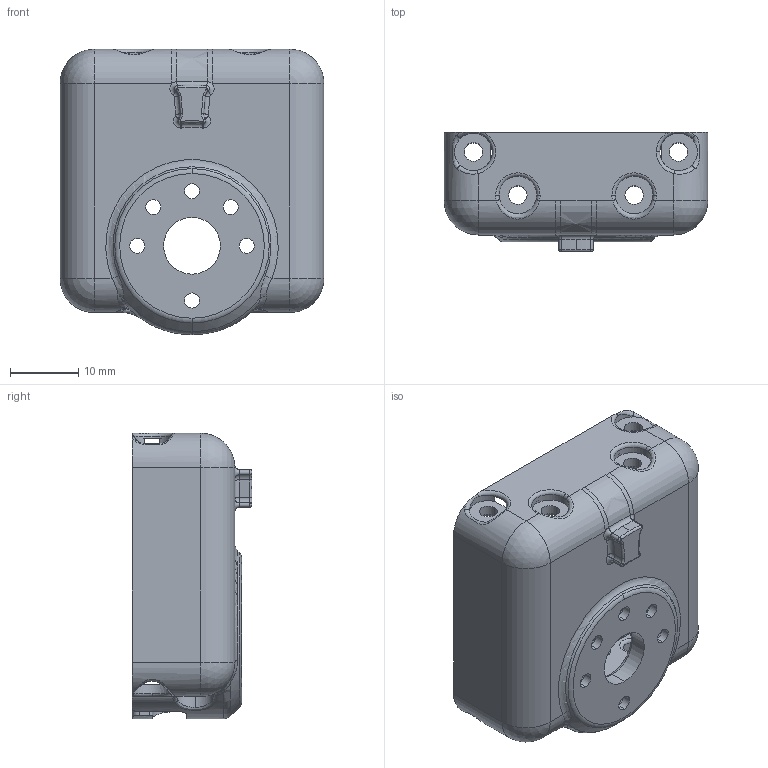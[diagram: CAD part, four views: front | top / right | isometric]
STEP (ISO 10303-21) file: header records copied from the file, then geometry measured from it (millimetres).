
FILE_DESCRIPTION (( 'STEP AP203' ), '1' );
FILE_NAME ('arm_connector_MX-28_sldprt.STEP', '2023-10-06T19:33:13', ( '' ), ( '' ), 'SwSTEP 2.0', 'SolidWorks 2023', '' );
FILE_SCHEMA (( 'CONFIG_CONTROL_DESIGN' ));
Length unit declared in the file: millimetre
Products named in the file (1): arm_connector_MX-28_sldprt
Bounding box: 38.6 x 17.5 x 41.75 mm (x, y, z)
Volume: 6349.1 mm3; surface area: 7004.7 mm2
Topology: 1 solids, 1 shells, 414 faces, 1057 edges, 644 vertices
Faces by surface type: cylinder 141, plane 110, torus 84, bspline 65, sphere 12, cone 2
Entity records: 16377 total; most frequent: CARTESIAN_POINT 6493, ORIENTED_EDGE 2098, DIRECTION 2030, EDGE_CURVE 1049, AXIS2_PLACEMENT_3D 803, VERTEX_POINT 644, EDGE_LOOP 459, CIRCLE 453
